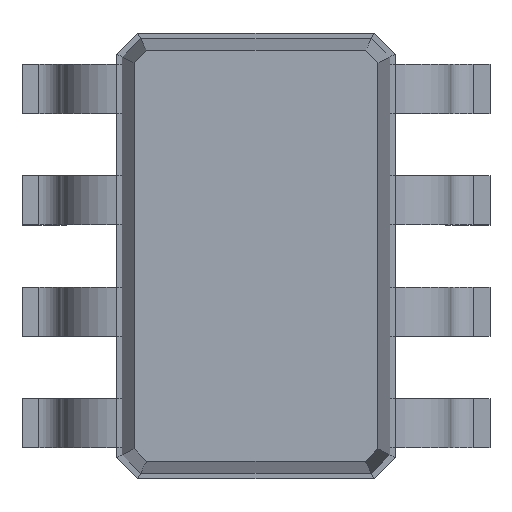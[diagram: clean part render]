
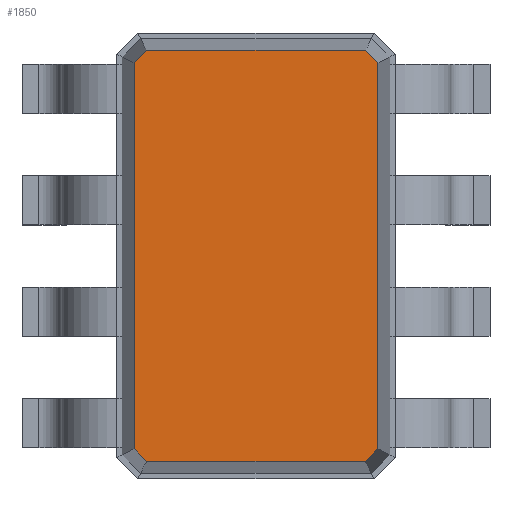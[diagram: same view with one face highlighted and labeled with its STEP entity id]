
A CAD part, top view. The second image highlights one B-rep face of the part: STEP entity #1850.
In plain terms, the highlighted planar face has unit normal (0, 0, 1).
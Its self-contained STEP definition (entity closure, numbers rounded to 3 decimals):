
#13=DIRECTION('',(0.,0.,1.));
#27=VECTOR('',#28,1.);
#28=DIRECTION('',(1.,0.,0.));
#51=VECTOR('',#52,1.);
#52=DIRECTION('',(0.707,-0.707,0.));
#58=VECTOR('',#59,1.);
#59=DIRECTION('',(0.,-1.,0.));
#65=VECTOR('',#66,1.);
#66=DIRECTION('',(-0.707,-0.707,0.));
#72=VECTOR('',#73,1.);
#73=DIRECTION('',(-1.,0.,0.));
#79=VECTOR('',#80,1.);
#80=DIRECTION('',(-0.707,0.707,0.));
#86=VECTOR('',#87,1.);
#87=DIRECTION('',(0.,1.,0.));
#91=VECTOR('',#92,1.);
#92=DIRECTION('',(0.707,0.707,0.));
#740=VERTEX_POINT('',#741);
#741=CARTESIAN_POINT('',(0.491,0.922,1.));
#744=EDGE_CURVE('',#745,#740,#747,.T.);
#745=VERTEX_POINT('',#746);
#746=CARTESIAN_POINT('',(-0.491,0.922,1.));
#747=LINE('',#746,#27);
#1842=VERTEX_POINT('',#1843);
#1843=CARTESIAN_POINT('',(0.547,0.866,1.));
#1846=EDGE_CURVE('',#740,#1842,#1847,.T.);
#1847=LINE('',#741,#51);
#1850=ADVANCED_FACE('',(#1851),#1883,.T.);
#1851=FACE_BOUND('',#1852,.F.);
#1852=EDGE_LOOP('',(#1853,#1854,#1855,#1860,#1865,#1870,#1875,#1880));
#1853=ORIENTED_EDGE('',*,*,#744,.T.);
#1854=ORIENTED_EDGE('',*,*,#1846,.T.);
#1855=ORIENTED_EDGE('',*,*,#1856,.T.);
#1856=EDGE_CURVE('',#1842,#1857,#1859,.T.);
#1857=VERTEX_POINT('',#1858);
#1858=CARTESIAN_POINT('',(0.547,-0.866,1.));
#1859=LINE('',#1843,#58);
#1860=ORIENTED_EDGE('',*,*,#1861,.T.);
#1861=EDGE_CURVE('',#1857,#1862,#1864,.T.);
#1862=VERTEX_POINT('',#1863);
#1863=CARTESIAN_POINT('',(0.491,-0.922,1.));
#1864=LINE('',#1858,#65);
#1865=ORIENTED_EDGE('',*,*,#1866,.T.);
#1866=EDGE_CURVE('',#1862,#1867,#1869,.T.);
#1867=VERTEX_POINT('',#1868);
#1868=CARTESIAN_POINT('',(-0.491,-0.922,1.));
#1869=LINE('',#1863,#72);
#1870=ORIENTED_EDGE('',*,*,#1871,.T.);
#1871=EDGE_CURVE('',#1867,#1872,#1874,.T.);
#1872=VERTEX_POINT('',#1873);
#1873=CARTESIAN_POINT('',(-0.547,-0.866,1.));
#1874=LINE('',#1868,#79);
#1875=ORIENTED_EDGE('',*,*,#1876,.T.);
#1876=EDGE_CURVE('',#1872,#1877,#1879,.T.);
#1877=VERTEX_POINT('',#1878);
#1878=CARTESIAN_POINT('',(-0.547,0.866,1.));
#1879=LINE('',#1873,#86);
#1880=ORIENTED_EDGE('',*,*,#1881,.T.);
#1881=EDGE_CURVE('',#1877,#745,#1882,.T.);
#1882=LINE('',#1878,#91);
#1883=PLANE('',#1884);
#1884=AXIS2_PLACEMENT_3D('',#746,#13,#1885);
#1885=DIRECTION('',(0.47,-0.883,0.));
